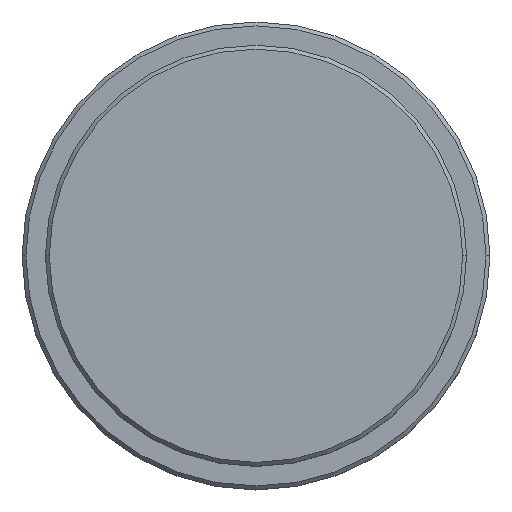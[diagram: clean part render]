
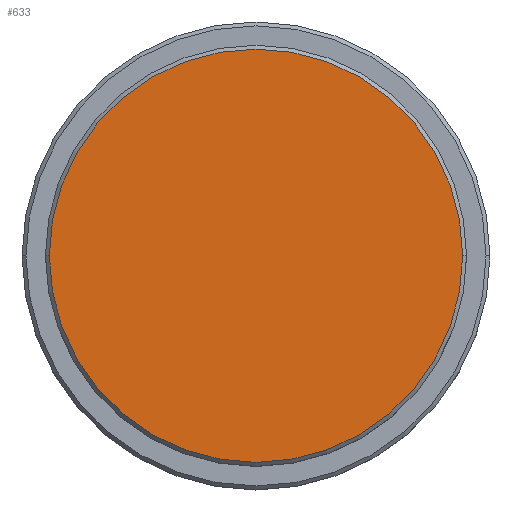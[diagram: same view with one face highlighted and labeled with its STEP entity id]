
A CAD part, top view. The second image highlights one B-rep face of the part: STEP entity #633.
In plain terms, the highlighted planar face has unit normal (0, 0, 1).
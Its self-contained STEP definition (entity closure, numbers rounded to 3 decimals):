
#9 = ORIENTED_EDGE ( 'NONE', *, *, #383, .T. ) ;
#13 = EDGE_CURVE ( 'NONE', #850, #50, #1357, .T. ) ;
#31 = FACE_OUTER_BOUND ( 'NONE', #326, .T. ) ;
#50 = VERTEX_POINT ( 'NONE', #972 ) ;
#103 = CARTESIAN_POINT ( 'NONE',  ( 0., 0., 0. ) ) ;
#130 = PLANE ( 'NONE',  #703 ) ;
#192 = AXIS2_PLACEMENT_3D ( 'NONE', #1188, #986, #1305 ) ;
#321 = ORIENTED_EDGE ( 'NONE', *, *, #13, .T. ) ;
#326 = EDGE_LOOP ( 'NONE', ( #321, #9 ) ) ;
#383 = EDGE_CURVE ( 'NONE', #50, #850, #749, .T. ) ;
#580 = DIRECTION ( 'NONE',  ( 1., 0., 0. ) ) ;
#611 = AXIS2_PLACEMENT_3D ( 'NONE', #103, #1192, #873 ) ;
#633 = ADVANCED_FACE ( 'NONE', ( #31 ), #130, .T. ) ;
#703 = AXIS2_PLACEMENT_3D ( 'NONE', #1005, #1009, #580 ) ;
#749 = CIRCLE ( 'NONE', #611, 26.5 ) ;
#850 = VERTEX_POINT ( 'NONE', #1095 ) ;
#873 = DIRECTION ( 'NONE',  ( 1., 0., 0. ) ) ;
#972 = CARTESIAN_POINT ( 'NONE',  ( 26.5, 0., 0. ) ) ;
#986 = DIRECTION ( 'NONE',  ( 0., 0., 1. ) ) ;
#1005 = CARTESIAN_POINT ( 'NONE',  ( 0., 0., 0. ) ) ;
#1009 = DIRECTION ( 'NONE',  ( 0., 0., 1. ) ) ;
#1095 = CARTESIAN_POINT ( 'NONE',  ( -26.5, 0., 0. ) ) ;
#1188 = CARTESIAN_POINT ( 'NONE',  ( 0., 0., 0. ) ) ;
#1192 = DIRECTION ( 'NONE',  ( 0., 0., 1. ) ) ;
#1305 = DIRECTION ( 'NONE',  ( 1., 0., 0. ) ) ;
#1357 = CIRCLE ( 'NONE', #192, 26.5 ) ;
